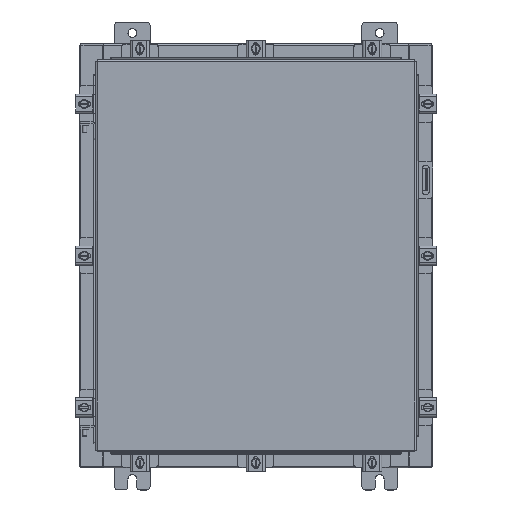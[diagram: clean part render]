
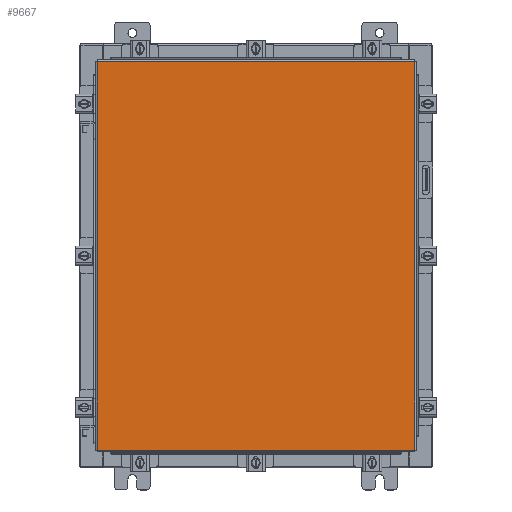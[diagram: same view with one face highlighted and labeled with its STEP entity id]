
A CAD part, top view. The second image highlights one B-rep face of the part: STEP entity #9667.
In plain terms, the highlighted planar face has unit normal (0, 0, 1).
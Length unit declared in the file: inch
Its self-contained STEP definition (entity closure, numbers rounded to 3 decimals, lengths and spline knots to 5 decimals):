
#1305 = VERTEX_POINT ( 'NONE', #16316 ) ;
#1637 = EDGE_LOOP ( 'NONE', ( #22180, #16213, #20394, #3389 ) ) ;
#2278 = PLANE ( 'NONE',  #11149 ) ;
#3297 = LINE ( 'NONE', #13180, #6847 ) ;
#3389 = ORIENTED_EDGE ( 'NONE', *, *, #9290, .T. ) ;
#4034 = DIRECTION ( 'NONE',  ( -1., 0., 0. ) ) ;
#4715 = VECTOR ( 'NONE', #10200, 39.37008 ) ;
#6847 = VECTOR ( 'NONE', #9731, 39.37008 ) ;
#7494 = CARTESIAN_POINT ( 'NONE',  ( 8.9903, 11.0063, 0. ) ) ;
#8393 = LINE ( 'NONE', #12122, #21195 ) ;
#9043 = LINE ( 'NONE', #7494, #13690 ) ;
#9290 = EDGE_CURVE ( 'NONE', #1305, #10719, #8393, .T. ) ;
#9667 = ADVANCED_FACE ( 'NONE', ( #19290 ), #2278, .F. ) ;
#9731 = DIRECTION ( 'NONE',  ( 0., 1., 0. ) ) ;
#9852 = LINE ( 'NONE', #22396, #4715 ) ;
#9923 = CARTESIAN_POINT ( 'NONE',  ( -8.9903, -11.0063, 0. ) ) ;
#10200 = DIRECTION ( 'NONE',  ( 1., 0., 0. ) ) ;
#10279 = DIRECTION ( 'NONE',  ( 0., -1., 0. ) ) ;
#10719 = VERTEX_POINT ( 'NONE', #9923 ) ;
#10936 = DIRECTION ( 'NONE',  ( -1., 0., 0. ) ) ;
#11149 = AXIS2_PLACEMENT_3D ( 'NONE', #21296, #14479, #4034 ) ;
#12122 = CARTESIAN_POINT ( 'NONE',  ( -8.9903, 11.0063, 0. ) ) ;
#13180 = CARTESIAN_POINT ( 'NONE',  ( 8.9903, -11.0063, 0. ) ) ;
#13690 = VECTOR ( 'NONE', #10936, 39.37008 ) ;
#14479 = DIRECTION ( 'NONE',  ( 0., 0., -1. ) ) ;
#15030 = EDGE_CURVE ( 'NONE', #22249, #1305, #9043, .T. ) ;
#15578 = VERTEX_POINT ( 'NONE', #19443 ) ;
#16213 = ORIENTED_EDGE ( 'NONE', *, *, #21388, .T. ) ;
#16316 = CARTESIAN_POINT ( 'NONE',  ( -8.9903, 11.0063, 0. ) ) ;
#18774 = CARTESIAN_POINT ( 'NONE',  ( 8.9903, 11.0063, 0. ) ) ;
#19290 = FACE_OUTER_BOUND ( 'NONE', #1637, .T. ) ;
#19443 = CARTESIAN_POINT ( 'NONE',  ( 8.9903, -11.0063, 0. ) ) ;
#20394 = ORIENTED_EDGE ( 'NONE', *, *, #15030, .T. ) ;
#20934 = EDGE_CURVE ( 'NONE', #10719, #15578, #9852, .T. ) ;
#21195 = VECTOR ( 'NONE', #10279, 39.37008 ) ;
#21296 = CARTESIAN_POINT ( 'NONE',  ( 0., 0., 0. ) ) ;
#21388 = EDGE_CURVE ( 'NONE', #15578, #22249, #3297, .T. ) ;
#22180 = ORIENTED_EDGE ( 'NONE', *, *, #20934, .T. ) ;
#22249 = VERTEX_POINT ( 'NONE', #18774 ) ;
#22396 = CARTESIAN_POINT ( 'NONE',  ( -8.9903, -11.0063, 0. ) ) ;
